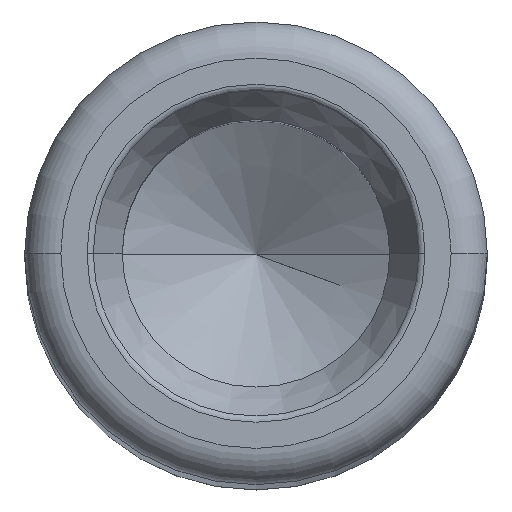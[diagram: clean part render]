
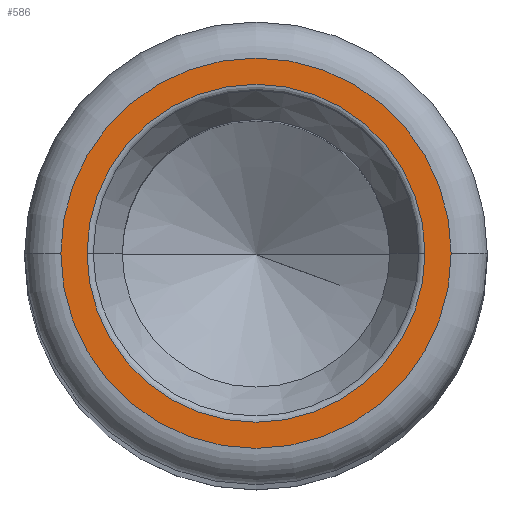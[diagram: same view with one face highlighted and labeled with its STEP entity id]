
A CAD part, top view. The second image highlights one B-rep face of the part: STEP entity #586.
In plain terms, the highlighted planar face has unit normal (0, 0, 1).
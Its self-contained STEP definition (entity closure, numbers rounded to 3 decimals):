
#35 = DIRECTION ( 'NONE',  ( 0., 0., 1. ) ) ;
#72 = CARTESIAN_POINT ( 'NONE',  ( 0., 0., 220. ) ) ;
#73 = CARTESIAN_POINT ( 'NONE',  ( 0., 0., 220. ) ) ;
#75 = DIRECTION ( 'NONE',  ( 0., 0., -1. ) ) ;
#83 = DIRECTION ( 'NONE',  ( 1., 0., 0. ) ) ;
#89 = CARTESIAN_POINT ( 'NONE',  ( 0., 0., 220. ) ) ;
#90 = CIRCLE ( 'NONE', #564, 11.689 ) ;
#104 = VERTEX_POINT ( 'NONE', #112 ) ;
#112 = CARTESIAN_POINT ( 'NONE',  ( 13.5, 0., 220. ) ) ;
#113 = EDGE_LOOP ( 'NONE', ( #159, #466 ) ) ;
#131 = DIRECTION ( 'NONE',  ( 1., 0., 0. ) ) ;
#159 = ORIENTED_EDGE ( 'NONE', *, *, #470, .T. ) ;
#170 = CIRCLE ( 'NONE', #593, 11.689 ) ;
#172 = VERTEX_POINT ( 'NONE', #592 ) ;
#194 = DIRECTION ( 'NONE',  ( 0., 0., 1. ) ) ;
#197 = DIRECTION ( 'NONE',  ( 1., 0., 0. ) ) ;
#212 = PLANE ( 'NONE',  #711 ) ;
#218 = EDGE_CURVE ( 'NONE', #443, #172, #90, .T. ) ;
#223 = VERTEX_POINT ( 'NONE', #640 ) ;
#268 = EDGE_CURVE ( 'NONE', #172, #443, #170, .T. ) ;
#299 = DIRECTION ( 'NONE',  ( 0., 0., 1. ) ) ;
#322 = AXIS2_PLACEMENT_3D ( 'NONE', #73, #299, #131 ) ;
#341 = EDGE_LOOP ( 'NONE', ( #674, #581 ) ) ;
#392 = CIRCLE ( 'NONE', #322, 13.5 ) ;
#402 = EDGE_CURVE ( 'NONE', #223, #104, #392, .T. ) ;
#423 = DIRECTION ( 'NONE',  ( 0., 0., -1. ) ) ;
#426 = DIRECTION ( 'NONE',  ( 1., 0., 0. ) ) ;
#443 = VERTEX_POINT ( 'NONE', #498 ) ;
#447 = AXIS2_PLACEMENT_3D ( 'NONE', #89, #194, #83 ) ;
#466 = ORIENTED_EDGE ( 'NONE', *, *, #402, .T. ) ;
#470 = EDGE_CURVE ( 'NONE', #104, #223, #606, .T. ) ;
#477 = CARTESIAN_POINT ( 'NONE',  ( 0., 0., 220. ) ) ;
#498 = CARTESIAN_POINT ( 'NONE',  ( -11.689, 0., 220. ) ) ;
#501 = FACE_BOUND ( 'NONE', #341, .T. ) ;
#564 = AXIS2_PLACEMENT_3D ( 'NONE', #477, #423, #426 ) ;
#581 = ORIENTED_EDGE ( 'NONE', *, *, #218, .T. ) ;
#586 = ADVANCED_FACE ( 'NONE', ( #501, #667 ), #212, .T. ) ;
#592 = CARTESIAN_POINT ( 'NONE',  ( 11.689, 0., 220. ) ) ;
#593 = AXIS2_PLACEMENT_3D ( 'NONE', #72, #75, #197 ) ;
#606 = CIRCLE ( 'NONE', #447, 13.5 ) ;
#615 = CARTESIAN_POINT ( 'NONE',  ( 0., 0., 220. ) ) ;
#640 = CARTESIAN_POINT ( 'NONE',  ( -13.5, 0., 220. ) ) ;
#667 = FACE_OUTER_BOUND ( 'NONE', #113, .T. ) ;
#672 = DIRECTION ( 'NONE',  ( 1., 0., 0. ) ) ;
#674 = ORIENTED_EDGE ( 'NONE', *, *, #268, .T. ) ;
#711 = AXIS2_PLACEMENT_3D ( 'NONE', #615, #35, #672 ) ;
